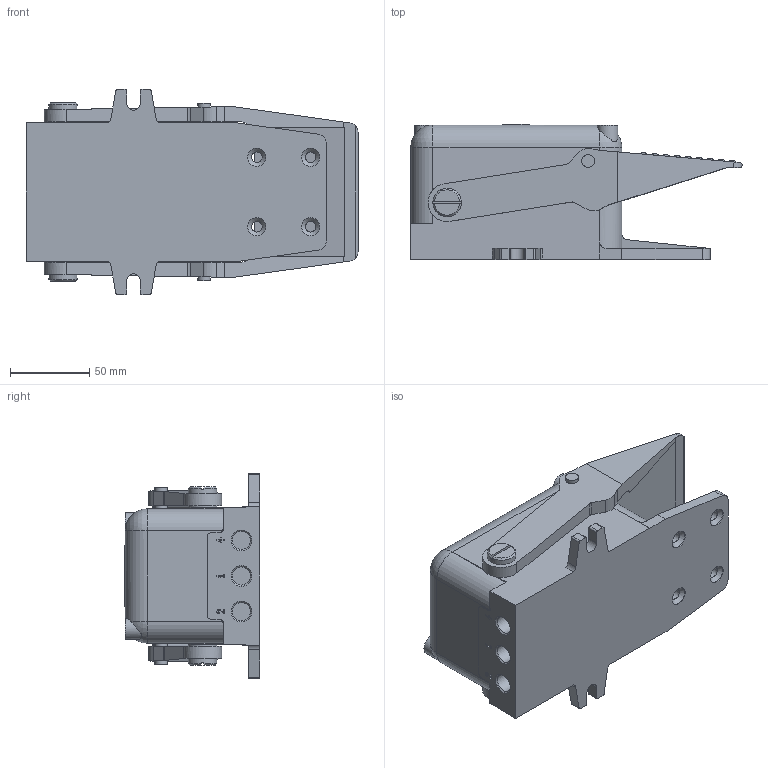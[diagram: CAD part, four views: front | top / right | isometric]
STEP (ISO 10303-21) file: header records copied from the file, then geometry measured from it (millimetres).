
FILE_DESCRIPTION(/* description */ ('STEP AP214'),/* implementation_level */ '2;1');
FILE_NAME(/* name */ '8997_FP-5-1_4-B',/* time_stamp */ '2024-08-23T17:53:46+02:00',/* author */ ('License CC BY-ND 4.0'),/* organization */ ('CADENAS'),/* preprocessor_version */ 'ST-DEVELOPER v19.3',/* originating_system */ 'PARTsolutions',/* authorisation */ ' ');
FILE_SCHEMA (('AUTOMOTIVE_DESIGN {1 0 10303 214 3 1 1}'));
Length unit declared in the file: millimetre
Products named in the file (1): 8997 FP-5-1/4-B ---(0)
Bounding box: 210 x 85.5 x 130 mm (x, y, z)
Volume: 1063690.3 mm3; surface area: 115682.3 mm2
Topology: 1 solids, 1 shells, 279 faces, 728 edges, 472 vertices
Faces by surface type: plane 169, cylinder 91, cone 13, sphere 6
Full cylindrical faces by diameter (mm): 6.66 x4, 8 x3, 8.5 x2, 9.5 x2, 11.445 x3, 11.531 x4, 13 x2, 18 x4
Entity records: 8404 total; most frequent: CARTESIAN_POINT 1559, DIRECTION 1416, ORIENTED_EDGE 1368, EDGE_CURVE 684, AXIS2_PLACEMENT_3D 482, VERTEX_POINT 465, LINE 452, VECTOR 452
